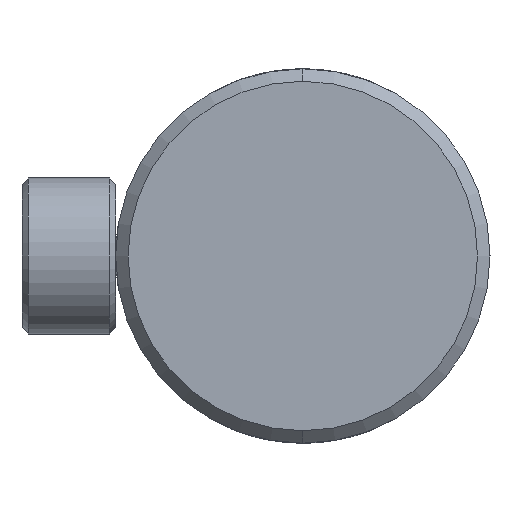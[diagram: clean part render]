
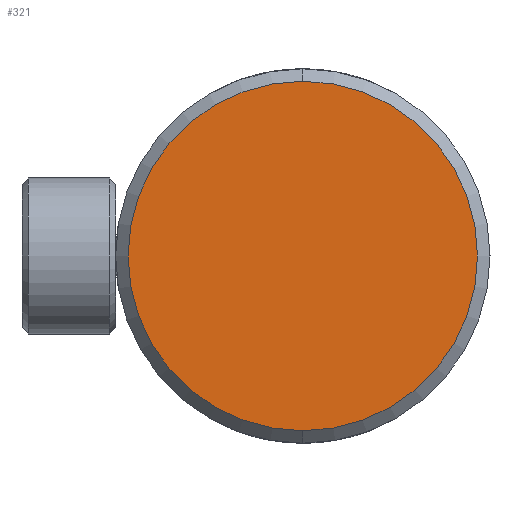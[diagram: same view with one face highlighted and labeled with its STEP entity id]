
A CAD part, left-side view. The second image highlights one B-rep face of the part: STEP entity #321.
In plain terms, the highlighted planar face has unit normal (-1, 0, 0).
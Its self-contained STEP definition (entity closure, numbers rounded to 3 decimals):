
#179 = CIRCLE ( 'NONE', #1180, 28. ) ;
#265 = EDGE_LOOP ( 'NONE', ( #1415, #2619 ) ) ;
#269 = DIRECTION ( 'NONE',  ( -1., 0., 0. ) ) ;
#307 = VERTEX_POINT ( 'NONE', #1121 ) ;
#321 = ADVANCED_FACE ( 'NONE', ( #2054 ), #693, .F. ) ;
#380 = AXIS2_PLACEMENT_3D ( 'NONE', #2696, #2118, #904 ) ;
#504 = DIRECTION ( 'NONE',  ( 0., 0., -1. ) ) ;
#669 = CIRCLE ( 'NONE', #2927, 28. ) ;
#689 = CARTESIAN_POINT ( 'NONE',  ( -47., 0., 0. ) ) ;
#693 = PLANE ( 'NONE',  #380 ) ;
#904 = DIRECTION ( 'NONE',  ( 0., 0., -1. ) ) ;
#927 = DIRECTION ( 'NONE',  ( 0., 0., -1. ) ) ;
#978 = CARTESIAN_POINT ( 'NONE',  ( -47., 0., 0. ) ) ;
#1121 = CARTESIAN_POINT ( 'NONE',  ( -47., 0., -28. ) ) ;
#1180 = AXIS2_PLACEMENT_3D ( 'NONE', #978, #269, #504 ) ;
#1415 = ORIENTED_EDGE ( 'NONE', *, *, #1583, .T. ) ;
#1583 = EDGE_CURVE ( 'NONE', #307, #1900, #179, .T. ) ;
#1900 = VERTEX_POINT ( 'NONE', #2306 ) ;
#2054 = FACE_OUTER_BOUND ( 'NONE', #265, .T. ) ;
#2118 = DIRECTION ( 'NONE',  ( 1., 0., 0. ) ) ;
#2293 = DIRECTION ( 'NONE',  ( -1., 0., 0. ) ) ;
#2306 = CARTESIAN_POINT ( 'NONE',  ( -47., 0., 28. ) ) ;
#2619 = ORIENTED_EDGE ( 'NONE', *, *, #2798, .T. ) ;
#2696 = CARTESIAN_POINT ( 'NONE',  ( -47., 30., 0. ) ) ;
#2798 = EDGE_CURVE ( 'NONE', #1900, #307, #669, .T. ) ;
#2927 = AXIS2_PLACEMENT_3D ( 'NONE', #689, #2293, #927 ) ;
